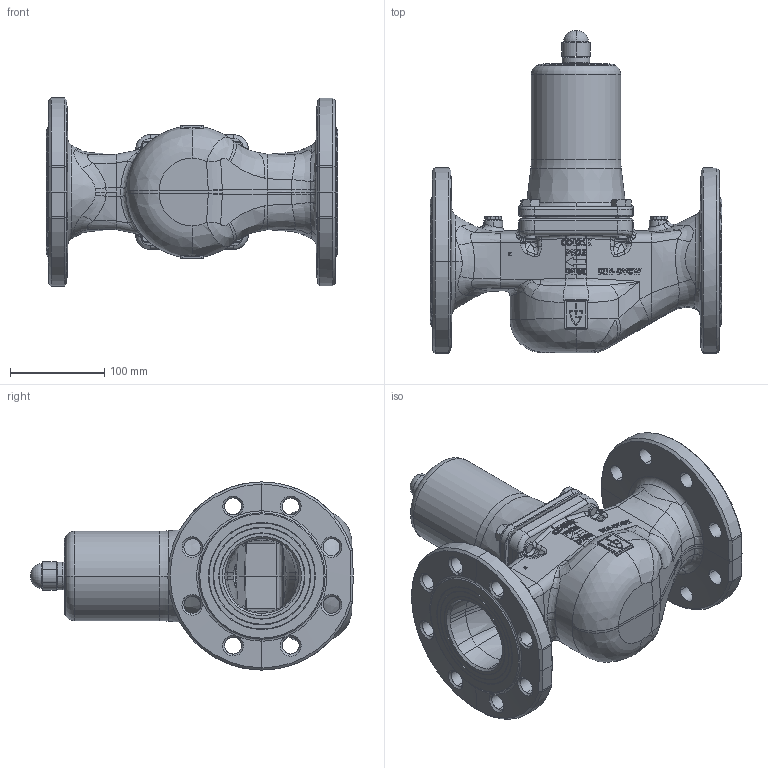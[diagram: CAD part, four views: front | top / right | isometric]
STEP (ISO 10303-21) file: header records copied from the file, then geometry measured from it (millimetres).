
FILE_DESCRIPTION (( 'STEP AP214' ), '1' );
FILE_NAME ('631mGFO-80 PN25 Dummy.STEP', '2012-02-24T10:02:50', ( 'Blankenhorn' ), ( '' ), 'SwSTEP 2.0', 'SolidWorks 2011', '' );
FILE_SCHEMA (( 'AUTOMOTIVE_DESIGN' ));
Length unit declared in the file: millimetre
Products named in the file (1): 631mGFO-80 PN25 Dummy
Bounding box: 310 x 342.5 x 200 mm (x, y, z)
Volume: 319408.8 mm3; surface area: 508929.5 mm2
Topology: 9 solids, 10 shells, 2823 faces, 7425 edges, 4727 vertices
Faces by surface type: bspline 1105, plane 1081, cylinder 357, cone 229, torus 43, sphere 8
Entity records: 203130 total; most frequent: CARTESIAN_POINT 110805, ORIENTED_EDGE 14814, DIRECTION 9300, EDGE_CURVE 7407, VERTEX_POINT 4727, LINE 3536, VECTOR 3536, EDGE_LOOP 3010
